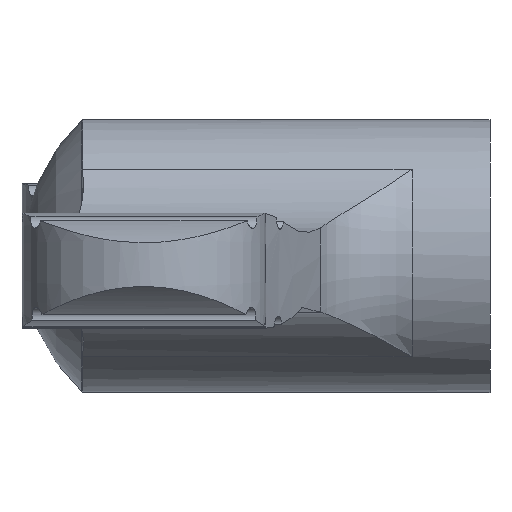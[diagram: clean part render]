
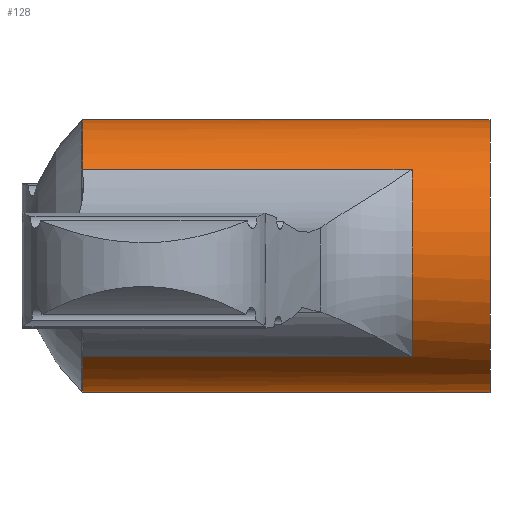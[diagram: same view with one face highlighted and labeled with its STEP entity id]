
A CAD part, left-side view. The second image highlights one B-rep face of the part: STEP entity #128.
In plain terms, the highlighted cylindrical face has radius 7 mm (diameter 14 mm), a full revolution.
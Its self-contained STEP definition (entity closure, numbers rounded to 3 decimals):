
#128 = ADVANCED_FACE( '', ( #278, #279 ), #280, .T. );
#278 = FACE_OUTER_BOUND( '', #448, .T. );
#279 = FACE_OUTER_BOUND( '', #449, .T. );
#280 = CYLINDRICAL_SURFACE( '', #450, 7. );
#448 = EDGE_LOOP( '', ( #765 ) );
#449 = EDGE_LOOP( '', ( #766, #767, #768, #769, #770, #771, #772, #773 ) );
#450 = AXIS2_PLACEMENT_3D( '', #774, #775, #776 );
#765 = ORIENTED_EDGE( '', *, *, #1146, .F. );
#766 = ORIENTED_EDGE( '', *, *, #1117, .T. );
#767 = ORIENTED_EDGE( '', *, *, #1147, .F. );
#768 = ORIENTED_EDGE( '', *, *, #1148, .F. );
#769 = ORIENTED_EDGE( '', *, *, #1149, .T. );
#770 = ORIENTED_EDGE( '', *, *, #1150, .T. );
#771 = ORIENTED_EDGE( '', *, *, #1069, .F. );
#772 = ORIENTED_EDGE( '', *, *, #1151, .F. );
#773 = ORIENTED_EDGE( '', *, *, #1152, .T. );
#774 = CARTESIAN_POINT( '', ( 0., 0., 0. ) );
#775 = DIRECTION( '', ( 0., 1., 0. ) );
#776 = DIRECTION( '', ( 0., 0., -1. ) );
#1069 = EDGE_CURVE( '', #1300, #1302, #1303, .T. );
#1117 = EDGE_CURVE( '', #1374, #1372, #1375, .T. );
#1146 = EDGE_CURVE( '', #1419, #1419, #1420, .T. );
#1147 = EDGE_CURVE( '', #1421, #1372, #1422, .T. );
#1148 = EDGE_CURVE( '', #1423, #1421, #1424, .T. );
#1149 = EDGE_CURVE( '', #1423, #1425, #1426, .T. );
#1150 = EDGE_CURVE( '', #1425, #1302, #1427, .T. );
#1151 = EDGE_CURVE( '', #1428, #1300, #1429, .T. );
#1152 = EDGE_CURVE( '', #1428, #1374, #1430, .T. );
#1300 = VERTEX_POINT( '', #1768 );
#1302 = VERTEX_POINT( '', #1775 );
#1303 = LINE( '', #1776, #1777 );
#1372 = VERTEX_POINT( '', #2063 );
#1374 = VERTEX_POINT( '', #2080 );
#1375 = CIRCLE( '', #2081, 7. );
#1419 = VERTEX_POINT( '', #2197 );
#1420 = CIRCLE( '', #2198, 7. );
#1421 = VERTEX_POINT( '', #2199 );
#1422 = LINE( '', #2200, #2201 );
#1423 = VERTEX_POINT( '', #2202 );
#1424 = CIRCLE( '', #2203, 7. );
#1425 = VERTEX_POINT( '', #2204 );
#1426 = LINE( '', #2205, #2206 );
#1427 = CIRCLE( '', #2207, 7. );
#1428 = VERTEX_POINT( '', #2208 );
#1429 = CIRCLE( '', #2209, 7. );
#1430 = LINE( '', #2210, #2211 );
#1768 = CARTESIAN_POINT( '', ( -4.732, 20.889, -5.158 ) );
#1775 = CARTESIAN_POINT( '', ( -4.732, 3.999, -5.158 ) );
#1776 = CARTESIAN_POINT( '', ( -4.732, 59.5, -5.158 ) );
#1777 = VECTOR( '', #2433, 1000. );
#2063 = CARTESIAN_POINT( '', ( 4.732, 3.999, 5.158 ) );
#2080 = CARTESIAN_POINT( '', ( 5.418, 3.999, -4.433 ) );
#2081 = AXIS2_PLACEMENT_3D( '', #2451, #2452, #2453 );
#2197 = CARTESIAN_POINT( '', ( 0., 0., -7. ) );
#2198 = AXIS2_PLACEMENT_3D( '', #2472, #2473, #2474 );
#2199 = CARTESIAN_POINT( '', ( 4.732, 20.889, 5.158 ) );
#2200 = CARTESIAN_POINT( '', ( 4.732, 59.5, 5.158 ) );
#2201 = VECTOR( '', #2475, 1000. );
#2202 = CARTESIAN_POINT( '', ( -5.418, 20.889, 4.433 ) );
#2203 = AXIS2_PLACEMENT_3D( '', #2476, #2477, #2478 );
#2204 = CARTESIAN_POINT( '', ( -5.418, 3.999, 4.433 ) );
#2205 = CARTESIAN_POINT( '', ( -5.418, 59.5, 4.433 ) );
#2206 = VECTOR( '', #2479, 1000. );
#2207 = AXIS2_PLACEMENT_3D( '', #2480, #2481, #2482 );
#2208 = CARTESIAN_POINT( '', ( 5.418, 20.889, -4.433 ) );
#2209 = AXIS2_PLACEMENT_3D( '', #2483, #2484, #2485 );
#2210 = CARTESIAN_POINT( '', ( 5.418, 59.5, -4.433 ) );
#2211 = VECTOR( '', #2486, 1000. );
#2433 = DIRECTION( '', ( 0., -1., 0. ) );
#2451 = CARTESIAN_POINT( '', ( 0., 3.999, 0. ) );
#2452 = DIRECTION( '', ( 0., -1., 0. ) );
#2453 = DIRECTION( '', ( 0., 0., -1. ) );
#2472 = CARTESIAN_POINT( '', ( 0., 0., 0. ) );
#2473 = DIRECTION( '', ( 0., -1., 0. ) );
#2474 = DIRECTION( '', ( 0., 0., -1. ) );
#2475 = DIRECTION( '', ( 0., -1., 0. ) );
#2476 = CARTESIAN_POINT( '', ( 0., 20.889, 0. ) );
#2477 = DIRECTION( '', ( 0., 1., 0. ) );
#2478 = DIRECTION( '', ( 0., 0., 1. ) );
#2479 = DIRECTION( '', ( 0., -1., 0. ) );
#2480 = CARTESIAN_POINT( '', ( 0., 3.999, 0. ) );
#2481 = DIRECTION( '', ( 0., -1., 0. ) );
#2482 = DIRECTION( '', ( 0., 0., -1. ) );
#2483 = CARTESIAN_POINT( '', ( 0., 20.889, 0. ) );
#2484 = DIRECTION( '', ( 0., 1., 0. ) );
#2485 = DIRECTION( '', ( 0., 0., 1. ) );
#2486 = DIRECTION( '', ( 0., -1., 0. ) );
